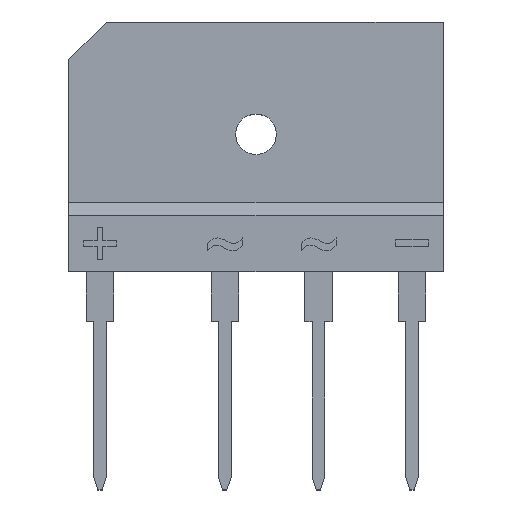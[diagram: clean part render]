
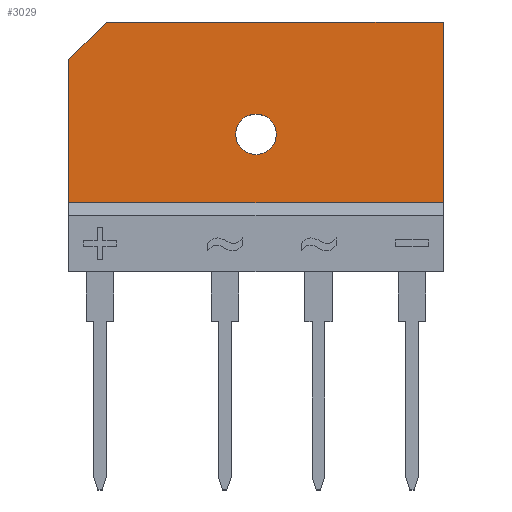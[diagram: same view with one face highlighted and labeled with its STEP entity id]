
A CAD part, top view. The second image highlights one B-rep face of the part: STEP entity #3029.
In plain terms, the highlighted planar face has unit normal (0, 0, 1).
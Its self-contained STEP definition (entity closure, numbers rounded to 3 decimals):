
#116 = LINE ( 'NONE', #3975, #995 ) ;
#169 = ORIENTED_EDGE ( 'NONE', *, *, #3020, .F. ) ;
#177 = EDGE_CURVE ( 'NONE', #345, #226, #546, .T. ) ;
#226 = VERTEX_POINT ( 'NONE', #1803 ) ;
#287 = CARTESIAN_POINT ( 'NONE',  ( 12.5, 11., 0.9 ) ) ;
#345 = VERTEX_POINT ( 'NONE', #486 ) ;
#435 = CARTESIAN_POINT ( 'NONE',  ( -2.5, 17., 0.9 ) ) ;
#486 = CARTESIAN_POINT ( 'NONE',  ( 14.125, 11., 0.9 ) ) ;
#528 = DIRECTION ( 'NONE',  ( 1., 0., 0. ) ) ;
#546 = CIRCLE ( 'NONE', #1463, 1.625 ) ;
#549 = VERTEX_POINT ( 'NONE', #1983 ) ;
#585 = VECTOR ( 'NONE', #2829, 1000. ) ;
#619 = EDGE_CURVE ( 'NONE', #1105, #549, #3157, .T. ) ;
#645 = EDGE_CURVE ( 'NONE', #3644, #4079, #116, .T. ) ;
#718 = ORIENTED_EDGE ( 'NONE', *, *, #645, .F. ) ;
#818 = PLANE ( 'NONE',  #2999 ) ;
#825 = AXIS2_PLACEMENT_3D ( 'NONE', #4229, #1975, #2362 ) ;
#832 = CARTESIAN_POINT ( 'NONE',  ( 0., 0., 0.9 ) ) ;
#995 = VECTOR ( 'NONE', #4510, 1000. ) ;
#1069 = CARTESIAN_POINT ( 'NONE',  ( -2.5, 17., 0.9 ) ) ;
#1076 = VECTOR ( 'NONE', #528, 1000. ) ;
#1088 = CARTESIAN_POINT ( 'NONE',  ( -2.5, 5.5, 0.9 ) ) ;
#1105 = VERTEX_POINT ( 'NONE', #2238 ) ;
#1217 = DIRECTION ( 'NONE',  ( 1., 0., 0. ) ) ;
#1257 = ORIENTED_EDGE ( 'NONE', *, *, #2134, .F. ) ;
#1463 = AXIS2_PLACEMENT_3D ( 'NONE', #287, #2948, #4403 ) ;
#1496 = EDGE_LOOP ( 'NONE', ( #3441, #718, #169, #1257, #3776 ) ) ;
#1602 = EDGE_CURVE ( 'NONE', #4079, #1105, #1984, .T. ) ;
#1607 = FACE_BOUND ( 'NONE', #1746, .T. ) ;
#1746 = EDGE_LOOP ( 'NONE', ( #2377, #3259 ) ) ;
#1803 = CARTESIAN_POINT ( 'NONE',  ( 10.875, 11., 0.9 ) ) ;
#1975 = DIRECTION ( 'NONE',  ( 0., 0., 1. ) ) ;
#1983 = CARTESIAN_POINT ( 'NONE',  ( 27.5, 5.5, 0.9 ) ) ;
#1984 = LINE ( 'NONE', #3199, #1076 ) ;
#2033 = VECTOR ( 'NONE', #4019, 1000. ) ;
#2134 = EDGE_CURVE ( 'NONE', #549, #3672, #3632, .T. ) ;
#2238 = CARTESIAN_POINT ( 'NONE',  ( 27.5, 20., 0.9 ) ) ;
#2362 = DIRECTION ( 'NONE',  ( 1., 0., 0. ) ) ;
#2377 = ORIENTED_EDGE ( 'NONE', *, *, #2571, .F. ) ;
#2447 = CARTESIAN_POINT ( 'NONE',  ( -2.5, 5.5, 0.9 ) ) ;
#2571 = EDGE_CURVE ( 'NONE', #226, #345, #2620, .T. ) ;
#2620 = CIRCLE ( 'NONE', #825, 1.625 ) ;
#2631 = LINE ( 'NONE', #435, #3983 ) ;
#2829 = DIRECTION ( 'NONE',  ( -1., 0., 0. ) ) ;
#2948 = DIRECTION ( 'NONE',  ( 0., 0., 1. ) ) ;
#2999 = AXIS2_PLACEMENT_3D ( 'NONE', #832, #3490, #1217 ) ;
#3020 = EDGE_CURVE ( 'NONE', #3672, #3644, #2631, .T. ) ;
#3029 = ADVANCED_FACE ( 'NONE', ( #1607, #3512 ), #818, .T. ) ;
#3157 = LINE ( 'NONE', #4255, #2033 ) ;
#3199 = CARTESIAN_POINT ( 'NONE',  ( 27.5, 20., 0.9 ) ) ;
#3259 = ORIENTED_EDGE ( 'NONE', *, *, #177, .F. ) ;
#3441 = ORIENTED_EDGE ( 'NONE', *, *, #1602, .F. ) ;
#3490 = DIRECTION ( 'NONE',  ( 0., 0., 1. ) ) ;
#3512 = FACE_OUTER_BOUND ( 'NONE', #1496, .T. ) ;
#3632 = LINE ( 'NONE', #2447, #585 ) ;
#3644 = VERTEX_POINT ( 'NONE', #1069 ) ;
#3672 = VERTEX_POINT ( 'NONE', #1088 ) ;
#3776 = ORIENTED_EDGE ( 'NONE', *, *, #619, .F. ) ;
#3857 = DIRECTION ( 'NONE',  ( 0., 1., 0. ) ) ;
#3975 = CARTESIAN_POINT ( 'NONE',  ( 0.5, 20., 0.9 ) ) ;
#3983 = VECTOR ( 'NONE', #3857, 1000. ) ;
#4019 = DIRECTION ( 'NONE',  ( 0., -1., 0. ) ) ;
#4079 = VERTEX_POINT ( 'NONE', #4390 ) ;
#4229 = CARTESIAN_POINT ( 'NONE',  ( 12.5, 11., 0.9 ) ) ;
#4255 = CARTESIAN_POINT ( 'NONE',  ( 27.5, 5.5, 0.9 ) ) ;
#4390 = CARTESIAN_POINT ( 'NONE',  ( 0.5, 20., 0.9 ) ) ;
#4403 = DIRECTION ( 'NONE',  ( 1., 0., 0. ) ) ;
#4510 = DIRECTION ( 'NONE',  ( 0.707, 0.707, 0. ) ) ;
